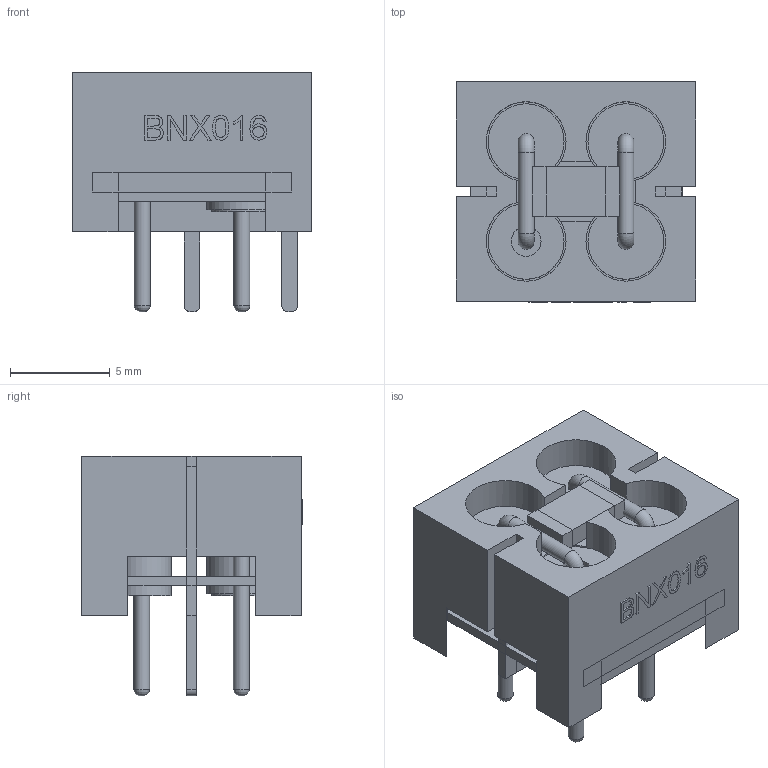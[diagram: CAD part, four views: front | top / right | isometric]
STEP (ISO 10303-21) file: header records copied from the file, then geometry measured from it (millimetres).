
FILE_DESCRIPTION(('FreeCAD Model'),'2;1');
FILE_NAME('BNX016.stp','2018-02-07T21:42:36',('Author'),(''), 'Open CASCADE STEP processor 6.8','FreeCAD','Unknown');
FILE_SCHEMA(('AUTOMOTIVE_DESIGN_CC2 { 1 2 10303 214 -1 1 5 4 }'));
Length unit declared in the file: millimetre
Products named in the file (24): ASSEMBLY; cond_corpo; ferrite_end_4; ferrite_end_3; Base_metallo001; filo_1; filo_2; Corpo_finale; ferrite_end_2; ferrite_end_1; isolante_2; cond_pin_2; isolante_1; cond_pin_1; isolante_3; barra_laterale; boccola_metallo; Extrude003; pin_CG_lungo_end; pin_CG_end; pin_CB_end; pin_PSG_end; pin_CG_centrale_end; pin_B_end
Assembly tree (23 placements, depth 2):
  ASSEMBLY
    cond_corpo
    ferrite_end_4
    ferrite_end_3
    Base_metallo001
    filo_1
    filo_2
    Corpo_finale
    ferrite_end_2
    ferrite_end_1
    isolante_2
    cond_pin_2
    isolante_1
    cond_pin_1
    isolante_3
    barra_laterale
    boccola_metallo
    Extrude003
    pin_CG_lungo_end
    pin_CG_end
    pin_CB_end
    pin_PSG_end
    pin_CG_centrale_end
    pin_B_end
Bounding box: 12 x 11.05 x 12 mm (x, y, z)
Volume: 759.6 mm3; surface area: 1778.5 mm2
Topology: 28 solids, 28 shells, 288 faces, 689 edges, 454 vertices
Faces by surface type: plane 168, extrusion 79, cylinder 33, torus 4, revolution 4
Full cylindrical faces by diameter (mm): 0.8 x13, 1.5 x1, 3 x3, 3.5 x4, 3.8 x4, 4 x4
Entity records: 18028 total; most frequent: CARTESIAN_POINT 3795, DIRECTION 2284, VECTOR 1594, LINE 1515, ORIENTED_EDGE 1378, PCURVE 1378, DEFINITIONAL_REPRESENTATION 1378, EDGE_CURVE 689
